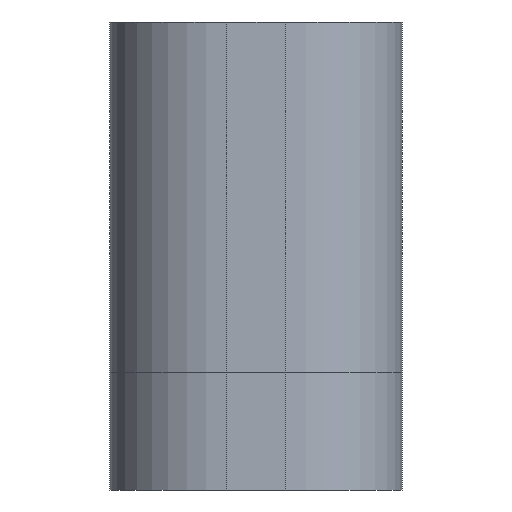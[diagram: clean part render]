
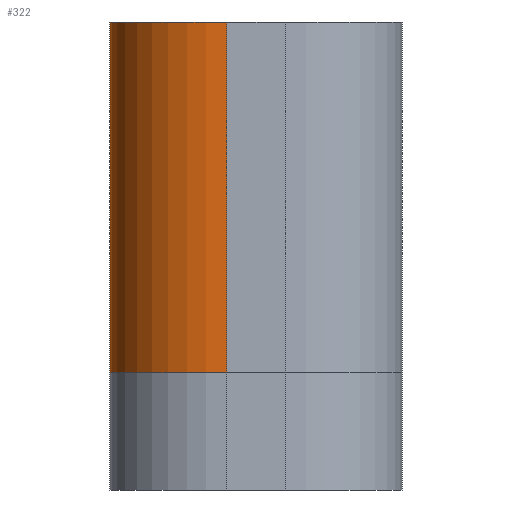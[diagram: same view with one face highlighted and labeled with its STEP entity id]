
A CAD part, front view. The second image highlights one B-rep face of the part: STEP entity #322.
In plain terms, the highlighted cylindrical face has radius 2 mm (diameter 4 mm), a partial arc.
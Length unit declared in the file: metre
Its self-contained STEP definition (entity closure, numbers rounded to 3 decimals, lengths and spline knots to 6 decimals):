
#20=CIRCLE('',#353,0.002);
#26=CIRCLE('',#365,0.002);
#34=CYLINDRICAL_SURFACE('',#367,0.002);
#116=ORIENTED_EDGE('',*,*,#166,.F.);
#117=ORIENTED_EDGE('',*,*,#125,.F.);
#118=ORIENTED_EDGE('',*,*,#157,.F.);
#119=ORIENTED_EDGE('',*,*,#164,.F.);
#125=EDGE_CURVE('',#169,#170,#201,.F.);
#157=EDGE_CURVE('',#196,#169,#20,.F.);
#164=EDGE_CURVE('',#198,#196,#226,.T.);
#166=EDGE_CURVE('',#170,#198,#26,.T.);
#169=VERTEX_POINT('',#467);
#170=VERTEX_POINT('',#469);
#196=VERTEX_POINT('',#533);
#198=VERTEX_POINT('',#547);
#201=LINE('',#468,#229);
#226=LINE('',#549,#254);
#229=VECTOR('',#374,1.);
#254=VECTOR('',#451,1.);
#276=EDGE_LOOP('',(#116,#117,#118,#119));
#298=FACE_BOUND('',#276,.T.);
#322=ADVANCED_FACE('',(#298),#34,.T.);
#353=AXIS2_PLACEMENT_3D('',#535,#428,#429);
#365=AXIS2_PLACEMENT_3D('',#552,#455,#456);
#367=AXIS2_PLACEMENT_3D('',#554,#459,#460);
#374=DIRECTION('',(0.,0.,-1.));
#428=DIRECTION('',(0.,0.,1.));
#429=DIRECTION('',(1.,0.,0.));
#451=DIRECTION('',(0.,0.,-1.));
#455=DIRECTION('',(0.,0.,1.));
#456=DIRECTION('',(1.,0.,0.));
#459=DIRECTION('',(0.,0.,-1.));
#460=DIRECTION('',(-1.,0.,0.));
#467=CARTESIAN_POINT('',(0.005015,0.094479,0.));
#468=CARTESIAN_POINT('',(0.005015,0.094479,-0.002));
#469=CARTESIAN_POINT('',(0.005015,0.094479,0.006));
#533=CARTESIAN_POINT('',(0.007015,0.092479,0.));
#535=CARTESIAN_POINT('',(0.007015,0.094479,0.));
#547=CARTESIAN_POINT('',(0.007015,0.092479,0.006));
#549=CARTESIAN_POINT('',(0.007015,0.092479,0.006));
#552=CARTESIAN_POINT('',(0.007015,0.094479,0.006));
#554=CARTESIAN_POINT('',(0.007015,0.094479,0.006));
